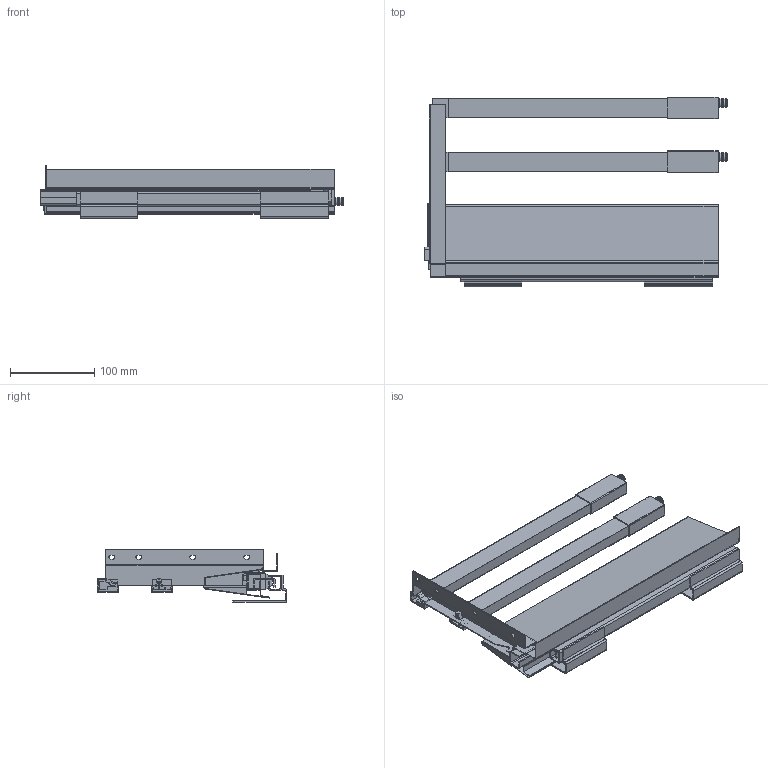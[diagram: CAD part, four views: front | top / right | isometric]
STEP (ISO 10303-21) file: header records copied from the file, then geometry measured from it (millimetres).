
FILE_DESCRIPTION (( 'STEP AP214' ), '1' );
FILE_NAME ('F000510,F000516-CLOSED_RIGHT_3D.step', '2022-10-10T14:57:01', ( '' ), ( '' ), 'SwSTEP 2.0', 'SolidWorks 2020', '' );
FILE_SCHEMA (( 'AUTOMOTIVE_DESIGN' ));
Length unit declared in the file: millimetre
Products named in the file (13): NX40-350-VNITRNI PRAVY; NX40-350-STREDNI; NX40-Reling-SQUARE-350-BEZ DRZAKU; Riex NX40 Bocnice-350-H86-PRAVA; NX40-Koncovka hranateho relingu vnitrni-PRAVA; NX40-drzak zad-H204-PRAVY; NX40-350-CLOSED_RIGHT_3D; NX40-350-RELING HRANATY VNEJSI PRAVY; NX40-350-RELING HRANATY VNITRNI PRAVY; NX40-Koncovka hranateho relingu vnejsi-PRAVA; NX40-350,400,450-VNEJSI PRAVY; NX40-BOCNICE-SESTAVA-H204-2xHRANATY RELING-350-PRAVA; F000510,F000516-CLOSED_RIGHT_3D
Assembly tree (13 placements, depth 4):
  F000510,F000516-CLOSED_RIGHT_3D
    NX40-350-CLOSED_RIGHT_3D
      NX40-350,400,450-VNEJSI PRAVY
      NX40-350-STREDNI
      NX40-350-VNITRNI PRAVY
    NX40-BOCNICE-SESTAVA-H204-2xHRANATY RELING-350-PRAVA
      Riex NX40 Bocnice-350-H86-PRAVA
      NX40-drzak zad-H204-PRAVY
      NX40-350-RELING HRANATY VNITRNI PRAVY
        NX40-Reling-SQUARE-350-BEZ DRZAKU
        NX40-Koncovka hranateho relingu vnitrni-PRAVA
      NX40-350-RELING HRANATY VNEJSI PRAVY
        NX40-Reling-SQUARE-350-BEZ DRZAKU
        NX40-Koncovka hranateho relingu vnejsi-PRAVA
Bounding box: 360 x 225.25 x 62.5 mm (x, y, z)
Volume: 229478.4 mm3; surface area: 470983.3 mm2
Topology: 19 solids, 21 shells, 486 faces, 1235 edges, 806 vertices
Faces by surface type: plane 293, cylinder 125, cone 68
Entity records: 13928 total; most frequent: DIRECTION 2343, CARTESIAN_POINT 2317, ORIENTED_EDGE 2254, EDGE_CURVE 1127, VECTOR 823, LINE 823, AXIS2_PLACEMENT_3D 760, VERTEX_POINT 734
